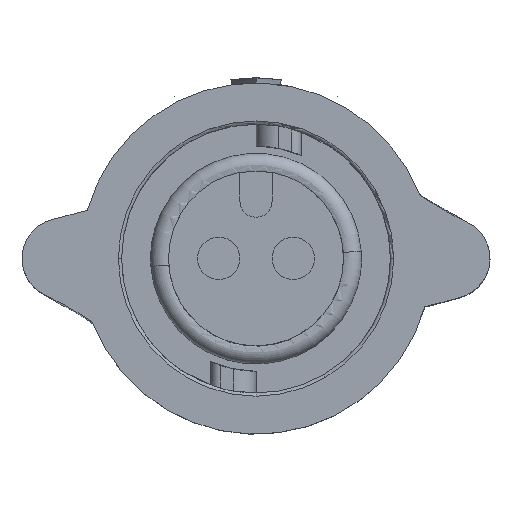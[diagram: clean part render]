
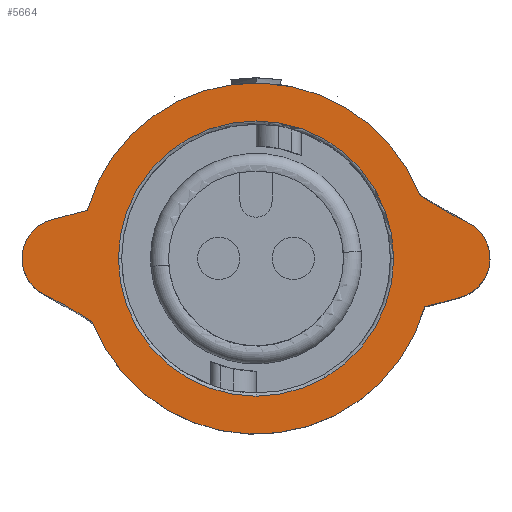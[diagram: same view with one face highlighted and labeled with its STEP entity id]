
A CAD part, top view. The second image highlights one B-rep face of the part: STEP entity #5664.
In plain terms, the highlighted planar face has unit normal (0, 0, 1).
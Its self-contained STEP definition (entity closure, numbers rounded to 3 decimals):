
#138 = EDGE_LOOP ( 'NONE', ( #19757, #933, #2010, #12406, #19409, #10720, #20815, #12705, #5651 ) ) ;
#480 = LINE ( 'NONE', #15128, #20142 ) ;
#596 = EDGE_CURVE ( 'NONE', #2251, #16019, #6420, .T. ) ;
#933 = ORIENTED_EDGE ( 'NONE', *, *, #1847, .T. ) ;
#1470 = AXIS2_PLACEMENT_3D ( 'NONE', #18225, #6824, #10274 ) ;
#1653 = DIRECTION ( 'NONE',  ( -1., 0., 0. ) ) ;
#1847 = EDGE_CURVE ( 'NONE', #4521, #19817, #17397, .T. ) ;
#2010 = ORIENTED_EDGE ( 'NONE', *, *, #13470, .T. ) ;
#2046 = EDGE_CURVE ( 'NONE', #20812, #9754, #480, .T. ) ;
#2251 = VERTEX_POINT ( 'NONE', #9208 ) ;
#2322 = AXIS2_PLACEMENT_3D ( 'NONE', #16500, #19716, #4994 ) ;
#2484 = AXIS2_PLACEMENT_3D ( 'NONE', #19487, #6489, #1653 ) ;
#2523 = DIRECTION ( 'NONE',  ( -1., 0., 0. ) ) ;
#2854 = CIRCLE ( 'NONE', #1470, 1.587 ) ;
#3210 = CARTESIAN_POINT ( 'NONE',  ( -8.342, -1.431, 18.72 ) ) ;
#3326 = CARTESIAN_POINT ( 'NONE',  ( -14.618, -14.478, 18.72 ) ) ;
#3405 = CARTESIAN_POINT ( 'NONE',  ( -6.666, 1.908, 18.72 ) ) ;
#3481 = CIRCLE ( 'NONE', #5527, 14.478 ) ;
#3492 = DIRECTION ( 'NONE',  ( -1., 0., 0. ) ) ;
#3954 = CARTESIAN_POINT ( 'NONE',  ( 0., 0., 18.72 ) ) ;
#4030 = EDGE_CURVE ( 'NONE', #16019, #7471, #2854, .T. ) ;
#4137 = CARTESIAN_POINT ( 'NONE',  ( -7.654, 0., 18.72 ) ) ;
#4359 = CARTESIAN_POINT ( 'NONE',  ( 0., 0., 18.72 ) ) ;
#4521 = VERTEX_POINT ( 'NONE', #10252 ) ;
#4896 = DIRECTION ( 'NONE',  ( 0., 0., -1. ) ) ;
#4994 = DIRECTION ( 'NONE',  ( 1., 0., 0. ) ) ;
#5527 = AXIS2_PLACEMENT_3D ( 'NONE', #12554, #4896, #3492 ) ;
#5573 = DIRECTION ( 'NONE',  ( -1., 0., 0. ) ) ;
#5647 = EDGE_CURVE ( 'NONE', #13238, #20812, #12546, .T. ) ;
#5651 = ORIENTED_EDGE ( 'NONE', *, *, #8661, .T. ) ;
#5664 = ADVANCED_FACE ( 'NONE', ( #5890, #14082 ), #5788, .F. ) ;
#5788 = PLANE ( 'NONE',  #19787 ) ;
#5890 = FACE_BOUND ( 'NONE', #14726, .T. ) ;
#6106 = CARTESIAN_POINT ( 'NONE',  ( -8.065, 1.533, 18.72 ) ) ;
#6340 = VERTEX_POINT ( 'NONE', #14262 ) ;
#6420 = CIRCLE ( 'NONE', #19408, 1.587 ) ;
#6489 = DIRECTION ( 'NONE',  ( 0., 0., 1. ) ) ;
#6824 = DIRECTION ( 'NONE',  ( 0., 0., 1. ) ) ;
#7203 = CARTESIAN_POINT ( 'NONE',  ( 0., 0., 18.72 ) ) ;
#7471 = VERTEX_POINT ( 'NONE', #3210 ) ;
#7608 = CIRCLE ( 'NONE', #13794, 5.436 ) ;
#8123 = VECTOR ( 'NONE', #13882, 1000. ) ;
#8661 = EDGE_CURVE ( 'NONE', #9754, #9330, #11079, .T. ) ;
#8775 = CIRCLE ( 'NONE', #9453, 14.478 ) ;
#9208 = CARTESIAN_POINT ( 'NONE',  ( -8.065, 1.533, 18.72 ) ) ;
#9310 = DIRECTION ( 'NONE',  ( 0., 0., 1. ) ) ;
#9330 = VERTEX_POINT ( 'NONE', #11498 ) ;
#9453 = AXIS2_PLACEMENT_3D ( 'NONE', #3326, #16771, #17190 ) ;
#9482 = AXIS2_PLACEMENT_3D ( 'NONE', #7203, #18593, #17096 ) ;
#9531 = DIRECTION ( 'NONE',  ( 0., 0., -1. ) ) ;
#9754 = VERTEX_POINT ( 'NONE', #15341 ) ;
#10252 = CARTESIAN_POINT ( 'NONE',  ( 6.462, 2.516, 18.72 ) ) ;
#10274 = DIRECTION ( 'NONE',  ( -1., 0., 0. ) ) ;
#10451 = VERTEX_POINT ( 'NONE', #11358 ) ;
#10720 = ORIENTED_EDGE ( 'NONE', *, *, #17052, .T. ) ;
#10856 = ORIENTED_EDGE ( 'NONE', *, *, #11801, .T. ) ;
#11079 = CIRCLE ( 'NONE', #2484, 1.587 ) ;
#11358 = CARTESIAN_POINT ( 'NONE',  ( 5.436, 0., 18.72 ) ) ;
#11498 = CARTESIAN_POINT ( 'NONE',  ( 8.342, 1.431, 18.72 ) ) ;
#11801 = EDGE_CURVE ( 'NONE', #6340, #10451, #7608, .T. ) ;
#11917 = AXIS2_PLACEMENT_3D ( 'NONE', #3954, #13651, #20192 ) ;
#11969 = EDGE_CURVE ( 'NONE', #9330, #4521, #3481, .T. ) ;
#12121 = DIRECTION ( 'NONE',  ( 0.966, 0.259, 0. ) ) ;
#12406 = ORIENTED_EDGE ( 'NONE', *, *, #596, .T. ) ;
#12480 = DIRECTION ( 'NONE',  ( 0., 0., -1. ) ) ;
#12546 = CIRCLE ( 'NONE', #9482, 6.934 ) ;
#12554 = CARTESIAN_POINT ( 'NONE',  ( 14.618, 14.478, 18.72 ) ) ;
#12639 = CARTESIAN_POINT ( 'NONE',  ( 6.666, -1.908, 18.72 ) ) ;
#12705 = ORIENTED_EDGE ( 'NONE', *, *, #2046, .T. ) ;
#13238 = VERTEX_POINT ( 'NONE', #18397 ) ;
#13470 = EDGE_CURVE ( 'NONE', #19817, #2251, #20841, .T. ) ;
#13651 = DIRECTION ( 'NONE',  ( 0., 0., 1. ) ) ;
#13794 = AXIS2_PLACEMENT_3D ( 'NONE', #4359, #9531, #14263 ) ;
#13882 = DIRECTION ( 'NONE',  ( -0.966, -0.259, 0. ) ) ;
#13945 = ORIENTED_EDGE ( 'NONE', *, *, #18239, .T. ) ;
#14082 = FACE_OUTER_BOUND ( 'NONE', #138, .T. ) ;
#14262 = CARTESIAN_POINT ( 'NONE',  ( -5.436, 0., 18.72 ) ) ;
#14263 = DIRECTION ( 'NONE',  ( 1., 0., 0. ) ) ;
#14726 = EDGE_LOOP ( 'NONE', ( #13945, #10856 ) ) ;
#15128 = CARTESIAN_POINT ( 'NONE',  ( 8.065, -1.533, 18.72 ) ) ;
#15238 = CARTESIAN_POINT ( 'NONE',  ( -9.242, 0., 18.72 ) ) ;
#15341 = CARTESIAN_POINT ( 'NONE',  ( 8.065, -1.533, 18.72 ) ) ;
#15688 = CARTESIAN_POINT ( 'NONE',  ( 0., -6.934, 18.72 ) ) ;
#16019 = VERTEX_POINT ( 'NONE', #15238 ) ;
#16500 = CARTESIAN_POINT ( 'NONE',  ( 0., 0., 18.72 ) ) ;
#16771 = DIRECTION ( 'NONE',  ( 0., 0., -1. ) ) ;
#17052 = EDGE_CURVE ( 'NONE', #7471, #13238, #8775, .T. ) ;
#17096 = DIRECTION ( 'NONE',  ( -1., 0., 0. ) ) ;
#17190 = DIRECTION ( 'NONE',  ( -1., 0., 0. ) ) ;
#17397 = CIRCLE ( 'NONE', #11917, 6.934 ) ;
#18225 = CARTESIAN_POINT ( 'NONE',  ( -7.654, 0., 18.72 ) ) ;
#18239 = EDGE_CURVE ( 'NONE', #10451, #6340, #20516, .T. ) ;
#18397 = CARTESIAN_POINT ( 'NONE',  ( -6.462, -2.516, 18.72 ) ) ;
#18593 = DIRECTION ( 'NONE',  ( 0., 0., 1. ) ) ;
#19408 = AXIS2_PLACEMENT_3D ( 'NONE', #4137, #9310, #2523 ) ;
#19409 = ORIENTED_EDGE ( 'NONE', *, *, #4030, .T. ) ;
#19487 = CARTESIAN_POINT ( 'NONE',  ( 7.654, 0., 18.72 ) ) ;
#19716 = DIRECTION ( 'NONE',  ( 0., 0., -1. ) ) ;
#19757 = ORIENTED_EDGE ( 'NONE', *, *, #11969, .T. ) ;
#19787 = AXIS2_PLACEMENT_3D ( 'NONE', #15688, #12480, #5573 ) ;
#19817 = VERTEX_POINT ( 'NONE', #3405 ) ;
#20142 = VECTOR ( 'NONE', #12121, 1000. ) ;
#20192 = DIRECTION ( 'NONE',  ( -1., 0., 0. ) ) ;
#20516 = CIRCLE ( 'NONE', #2322, 5.436 ) ;
#20812 = VERTEX_POINT ( 'NONE', #12639 ) ;
#20815 = ORIENTED_EDGE ( 'NONE', *, *, #5647, .T. ) ;
#20841 = LINE ( 'NONE', #6106, #8123 ) ;
